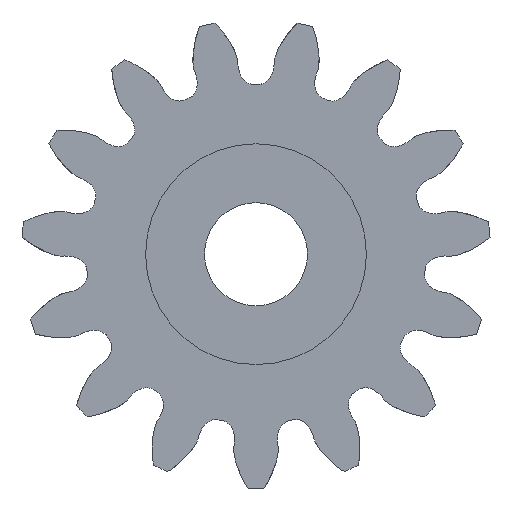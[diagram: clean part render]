
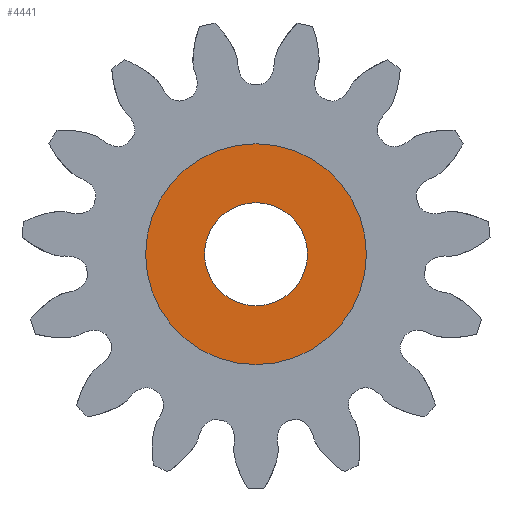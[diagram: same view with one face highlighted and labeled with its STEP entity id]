
A CAD part, front view. The second image highlights one B-rep face of the part: STEP entity #4441.
In plain terms, the highlighted planar face has unit normal (0, -1, 0).
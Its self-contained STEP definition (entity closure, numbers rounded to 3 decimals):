
#53 = DIRECTION ( 'NONE',  ( 0., 0., 1. ) ) ;
#666 = EDGE_LOOP ( 'NONE', ( #7616, #6484 ) ) ;
#839 = CIRCLE ( 'NONE', #8329, 1.4 ) ;
#981 = AXIS2_PLACEMENT_3D ( 'NONE', #3442, #8546, #4212 ) ;
#1111 = FACE_OUTER_BOUND ( 'NONE', #5232, .T. ) ;
#1252 = CIRCLE ( 'NONE', #6295, 1.4 ) ;
#1259 = DIRECTION ( 'NONE',  ( 0., 1., 0. ) ) ;
#1456 = CIRCLE ( 'NONE', #6581, 3. ) ;
#1581 = CARTESIAN_POINT ( 'NONE',  ( 0., -1., 3. ) ) ;
#2065 = CARTESIAN_POINT ( 'NONE',  ( 0., -1., 0. ) ) ;
#2694 = CARTESIAN_POINT ( 'NONE',  ( 0., -1., -3. ) ) ;
#2838 = DIRECTION ( 'NONE',  ( 0., 0., -1. ) ) ;
#3243 = VERTEX_POINT ( 'NONE', #2694 ) ;
#3285 = EDGE_CURVE ( 'NONE', #9592, #5365, #1252, .T. ) ;
#3442 = CARTESIAN_POINT ( 'NONE',  ( 0., -1., 0. ) ) ;
#4064 = CARTESIAN_POINT ( 'NONE',  ( 0., -1., 0. ) ) ;
#4162 = VERTEX_POINT ( 'NONE', #1581 ) ;
#4212 = DIRECTION ( 'NONE',  ( 0., 0., 1. ) ) ;
#4275 = CARTESIAN_POINT ( 'NONE',  ( 0., -1., 0. ) ) ;
#4441 = ADVANCED_FACE ( 'NONE', ( #9412, #1111 ), #5755, .F. ) ;
#4643 = DIRECTION ( 'NONE',  ( 0., -1., 0. ) ) ;
#4819 = DIRECTION ( 'NONE',  ( 0., 0., -1. ) ) ;
#5232 = EDGE_LOOP ( 'NONE', ( #8906, #7359 ) ) ;
#5365 = VERTEX_POINT ( 'NONE', #7109 ) ;
#5755 = PLANE ( 'NONE',  #8459 ) ;
#6295 = AXIS2_PLACEMENT_3D ( 'NONE', #2065, #7272, #2838 ) ;
#6484 = ORIENTED_EDGE ( 'NONE', *, *, #3285, .F. ) ;
#6502 = DIRECTION ( 'NONE',  ( 0., 0., 1. ) ) ;
#6581 = AXIS2_PLACEMENT_3D ( 'NONE', #8954, #4643, #53 ) ;
#7109 = CARTESIAN_POINT ( 'NONE',  ( 0., -1., -1.4 ) ) ;
#7144 = EDGE_CURVE ( 'NONE', #3243, #4162, #1456, .T. ) ;
#7272 = DIRECTION ( 'NONE',  ( 0., -1., 0. ) ) ;
#7359 = ORIENTED_EDGE ( 'NONE', *, *, #7144, .T. ) ;
#7616 = ORIENTED_EDGE ( 'NONE', *, *, #7724, .F. ) ;
#7724 = EDGE_CURVE ( 'NONE', #5365, #9592, #839, .T. ) ;
#8119 = EDGE_CURVE ( 'NONE', #4162, #3243, #8172, .T. ) ;
#8172 = CIRCLE ( 'NONE', #981, 3. ) ;
#8204 = CARTESIAN_POINT ( 'NONE',  ( 0., -1., 1.4 ) ) ;
#8329 = AXIS2_PLACEMENT_3D ( 'NONE', #4064, #9106, #4819 ) ;
#8459 = AXIS2_PLACEMENT_3D ( 'NONE', #4275, #1259, #6502 ) ;
#8546 = DIRECTION ( 'NONE',  ( 0., -1., 0. ) ) ;
#8906 = ORIENTED_EDGE ( 'NONE', *, *, #8119, .T. ) ;
#8954 = CARTESIAN_POINT ( 'NONE',  ( 0., -1., 0. ) ) ;
#9106 = DIRECTION ( 'NONE',  ( 0., -1., 0. ) ) ;
#9412 = FACE_BOUND ( 'NONE', #666, .T. ) ;
#9592 = VERTEX_POINT ( 'NONE', #8204 ) ;
